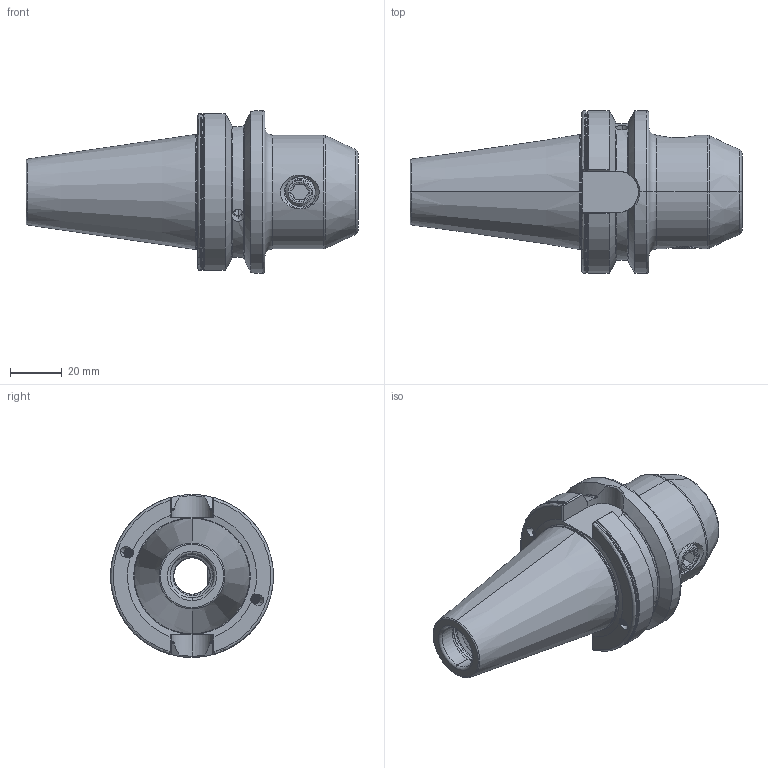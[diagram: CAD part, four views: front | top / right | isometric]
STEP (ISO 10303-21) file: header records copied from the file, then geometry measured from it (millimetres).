
FILE_DESCRIPTION (( 'STEP AP203' ), '1' );
FILE_NAME ('DC.406.04.14.STEP', '2017-10-18T02:33:23', ( '' ), ( '' ), 'SwSTEP 2.0', 'SolidWorks 2012', '' );
FILE_SCHEMA (( 'CONFIG_CONTROL_DESIGN' ));
Length unit declared in the file: millimetre
Products named in the file (3): DC.406.04.14; 側固12_M12x1.75_16L
Assembly tree (2 placements, depth 2):
  DC.406.04.14
    DC.406.04.14
    側固12_M12x1.75_16L
Bounding box: 128.4 x 63 x 63 mm (x, y, z)
Volume: 162507.5 mm3; surface area: 31969.7 mm2
Topology: 2 solids, 2 shells, 264 faces, 717 edges, 460 vertices
Faces by surface type: cylinder 121, plane 43, torus 40, cone 34, bspline 24, sphere 2
Entity records: 21351 total; most frequent: CARTESIAN_POINT 15231, ORIENTED_EDGE 1430, DIRECTION 1002, EDGE_CURVE 715, VERTEX_POINT 460, AXIS2_PLACEMENT_3D 405, EDGE_LOOP 281, FACE_OUTER_BOUND 264
